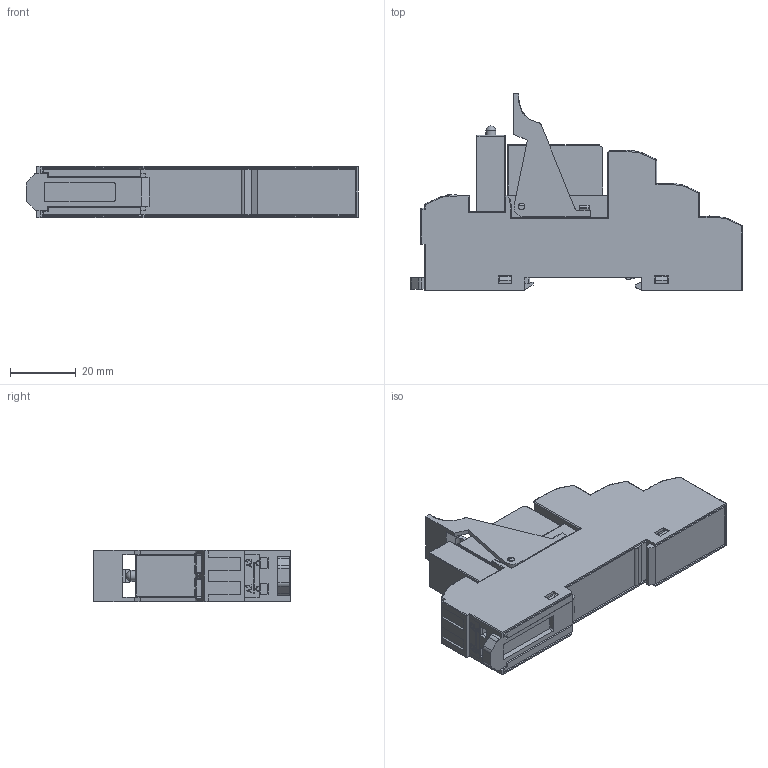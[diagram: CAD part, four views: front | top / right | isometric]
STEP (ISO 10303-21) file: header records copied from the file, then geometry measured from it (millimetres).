
FILE_DESCRIPTION(/* description */ (''),/* implementation_level */ '2;1');
FILE_NAME(/* name */ 'FILE_STP_CAD_DRAWING_3D_HRA30-K5_prt.stp',/* time_stamp */ '2024-02-08T15:37:37+01:00',/* author */ (''),/* organization */ (''),/* preprocessor_version */ 'ST-DEVELOPER v16.7',/* originating_system */ 'SIEMENS PLM Software NX 12.0',/* authorisation */ '');
FILE_SCHEMA (('AUTOMOTIVE_DESIGN { 1 0 10303 214 3 1 1 1 }'));
Length unit declared in the file: millimetre
Products named in the file (1): 3D_HRA30-K5
Bounding box: 101.2 x 59.95 x 15.85 mm (x, y, z)
Surface area: 17676 mm2 (no closed solid volume)
Topology: 0 solids, 20 shells, 939 faces, 3532 edges, 2468 vertices
Faces by surface type: plane 494, cylinder 327, bspline 39, cone 33, torus 26, sphere 20
Full cylindrical faces by diameter (mm): 1.8 x1, 2.1 x10, 3 x1
Entity records: 40005 total; most frequent: CARTESIAN_POINT 11114, DIRECTION 5723, ORIENTED_EDGE 5612, EDGE_CURVE 3495, VERTEX_POINT 2461, LINE 2337, VECTOR 2337, AXIS2_PLACEMENT_3D 1693
